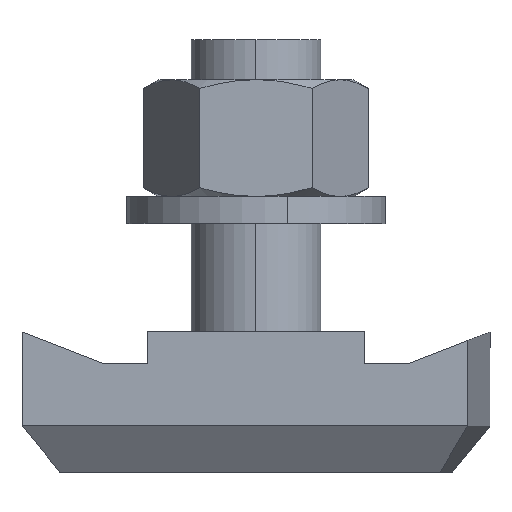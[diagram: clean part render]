
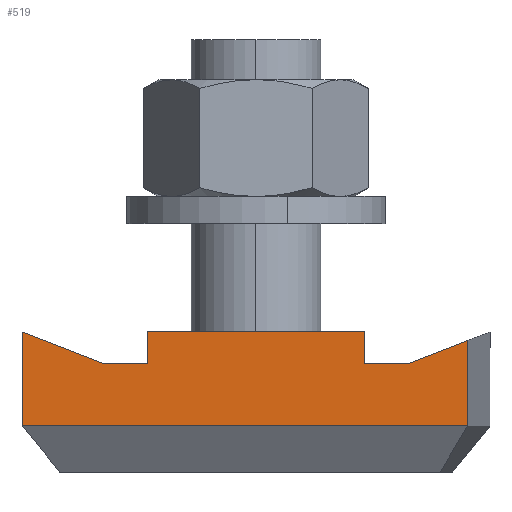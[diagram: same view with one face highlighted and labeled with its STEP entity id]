
A CAD part, top view. The second image highlights one B-rep face of the part: STEP entity #519.
In plain terms, the highlighted planar face has unit normal (0, 0, 1).
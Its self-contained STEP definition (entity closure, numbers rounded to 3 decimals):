
#3 = VECTOR ( 'NONE', #234, 1000. ) ;
#12 = DIRECTION ( 'NONE',  ( 0.933, -0.361, 0. ) ) ;
#36 = EDGE_LOOP ( 'NONE', ( #715, #361, #762, #546, #775, #1212, #1426, #231, #1369, #276 ) ) ;
#45 = DIRECTION ( 'NONE',  ( 0., -1., 0. ) ) ;
#60 = DIRECTION ( 'NONE',  ( 1., 0., 0. ) ) ;
#69 = LINE ( 'NONE', #1136, #85 ) ;
#85 = VECTOR ( 'NONE', #643, 1000. ) ;
#101 = CARTESIAN_POINT ( 'NONE',  ( 85.864, 4.284, 6.5 ) ) ;
#104 = AXIS2_PLACEMENT_3D ( 'NONE', #470, #235, #462 ) ;
#123 = VECTOR ( 'NONE', #1351, 1000. ) ;
#145 = VERTEX_POINT ( 'NONE', #324 ) ;
#183 = VERTEX_POINT ( 'NONE', #1266 ) ;
#194 = EDGE_CURVE ( 'NONE', #183, #556, #654, .T. ) ;
#231 = ORIENTED_EDGE ( 'NONE', *, *, #948, .F. ) ;
#234 = DIRECTION ( 'NONE',  ( -1., 0., 0. ) ) ;
#235 = DIRECTION ( 'NONE',  ( 0., 0., -1. ) ) ;
#243 = CARTESIAN_POINT ( 'NONE',  ( 14., 10., 6.5 ) ) ;
#245 = VECTOR ( 'NONE', #12, 1000. ) ;
#276 = ORIENTED_EDGE ( 'NONE', *, *, #464, .T. ) ;
#299 = VERTEX_POINT ( 'NONE', #1087 ) ;
#324 = CARTESIAN_POINT ( 'NONE',  ( 10., 13., 6.5 ) ) ;
#327 = EDGE_CURVE ( 'NONE', #510, #1233, #640, .T. ) ;
#346 = LINE ( 'NONE', #1168, #623 ) ;
#361 = ORIENTED_EDGE ( 'NONE', *, *, #678, .F. ) ;
#369 = EDGE_CURVE ( 'NONE', #299, #145, #1261, .T. ) ;
#404 = CARTESIAN_POINT ( 'NONE',  ( -10., 10., 6.5 ) ) ;
#462 = DIRECTION ( 'NONE',  ( -1., 0., 0. ) ) ;
#464 = EDGE_CURVE ( 'NONE', #510, #730, #554, .T. ) ;
#470 = CARTESIAN_POINT ( 'NONE',  ( -21.65, 15., 6.5 ) ) ;
#477 = PLANE ( 'NONE',  #104 ) ;
#484 = DIRECTION ( 'NONE',  ( 0., 1., 0. ) ) ;
#510 = VERTEX_POINT ( 'NONE', #1063 ) ;
#519 = ADVANCED_FACE ( 'NONE', ( #940 ), #477, .F. ) ;
#546 = ORIENTED_EDGE ( 'NONE', *, *, #194, .F. ) ;
#554 = LINE ( 'NONE', #561, #718 ) ;
#556 = VERTEX_POINT ( 'NONE', #243 ) ;
#561 = CARTESIAN_POINT ( 'NONE',  ( -21.65, 15., 6.5 ) ) ;
#592 = EDGE_CURVE ( 'NONE', #983, #299, #346, .T. ) ;
#623 = VECTOR ( 'NONE', #484, 1000. ) ;
#640 = LINE ( 'NONE', #851, #245 ) ;
#643 = DIRECTION ( 'NONE',  ( 1., 0., 0. ) ) ;
#654 = LINE ( 'NONE', #1128, #742 ) ;
#678 = EDGE_CURVE ( 'NONE', #859, #721, #1502, .T. ) ;
#687 = DIRECTION ( 'NONE',  ( 0., -1., 0. ) ) ;
#715 = ORIENTED_EDGE ( 'NONE', *, *, #763, .F. ) ;
#718 = VECTOR ( 'NONE', #1481, 1000. ) ;
#721 = VERTEX_POINT ( 'NONE', #1381 ) ;
#730 = VERTEX_POINT ( 'NONE', #1514 ) ;
#742 = VECTOR ( 'NONE', #60, 1000. ) ;
#762 = ORIENTED_EDGE ( 'NONE', *, *, #877, .F. ) ;
#763 = EDGE_CURVE ( 'NONE', #721, #730, #1399, .T. ) ;
#775 = ORIENTED_EDGE ( 'NONE', *, *, #1388, .F. ) ;
#801 = CARTESIAN_POINT ( 'NONE',  ( 19.591, 15., 6.5 ) ) ;
#848 = CARTESIAN_POINT ( 'NONE',  ( 21.65, 12.959, 6.5 ) ) ;
#851 = CARTESIAN_POINT ( 'NONE',  ( -21.65, 12.959, 6.5 ) ) ;
#859 = VERTEX_POINT ( 'NONE', #971 ) ;
#877 = EDGE_CURVE ( 'NONE', #556, #859, #1431, .T. ) ;
#911 = CARTESIAN_POINT ( 'NONE',  ( -10., 13., 6.5 ) ) ;
#913 = VECTOR ( 'NONE', #45, 1000. ) ;
#940 = FACE_OUTER_BOUND ( 'NONE', #36, .T. ) ;
#948 = EDGE_CURVE ( 'NONE', #1233, #983, #69, .T. ) ;
#971 = CARTESIAN_POINT ( 'NONE',  ( 19.591, 12.163, 6.5 ) ) ;
#973 = CARTESIAN_POINT ( 'NONE',  ( 10., 13., 6.5 ) ) ;
#983 = VERTEX_POINT ( 'NONE', #404 ) ;
#1063 = CARTESIAN_POINT ( 'NONE',  ( -21.65, 12.959, 6.5 ) ) ;
#1087 = CARTESIAN_POINT ( 'NONE',  ( -10., 13., 6.5 ) ) ;
#1128 = CARTESIAN_POINT ( 'NONE',  ( 10., 10., 6.5 ) ) ;
#1136 = CARTESIAN_POINT ( 'NONE',  ( -14., 10., 6.5 ) ) ;
#1168 = CARTESIAN_POINT ( 'NONE',  ( -10., 10., 6.5 ) ) ;
#1212 = ORIENTED_EDGE ( 'NONE', *, *, #369, .F. ) ;
#1233 = VERTEX_POINT ( 'NONE', #1301 ) ;
#1261 = LINE ( 'NONE', #911, #123 ) ;
#1266 = CARTESIAN_POINT ( 'NONE',  ( 10., 10., 6.5 ) ) ;
#1291 = VECTOR ( 'NONE', #687, 1000. ) ;
#1301 = CARTESIAN_POINT ( 'NONE',  ( -14., 10., 6.5 ) ) ;
#1310 = DIRECTION ( 'NONE',  ( 0.933, 0.361, 0. ) ) ;
#1351 = DIRECTION ( 'NONE',  ( 1., 0., 0. ) ) ;
#1369 = ORIENTED_EDGE ( 'NONE', *, *, #327, .F. ) ;
#1381 = CARTESIAN_POINT ( 'NONE',  ( 19.591, 4.284, 6.5 ) ) ;
#1388 = EDGE_CURVE ( 'NONE', #145, #183, #1449, .T. ) ;
#1399 = LINE ( 'NONE', #101, #3 ) ;
#1426 = ORIENTED_EDGE ( 'NONE', *, *, #592, .F. ) ;
#1431 = LINE ( 'NONE', #848, #1467 ) ;
#1449 = LINE ( 'NONE', #973, #913 ) ;
#1467 = VECTOR ( 'NONE', #1310, 1000. ) ;
#1481 = DIRECTION ( 'NONE',  ( 0., -1., 0. ) ) ;
#1502 = LINE ( 'NONE', #801, #1291 ) ;
#1514 = CARTESIAN_POINT ( 'NONE',  ( -21.65, 4.284, 6.5 ) ) ;
